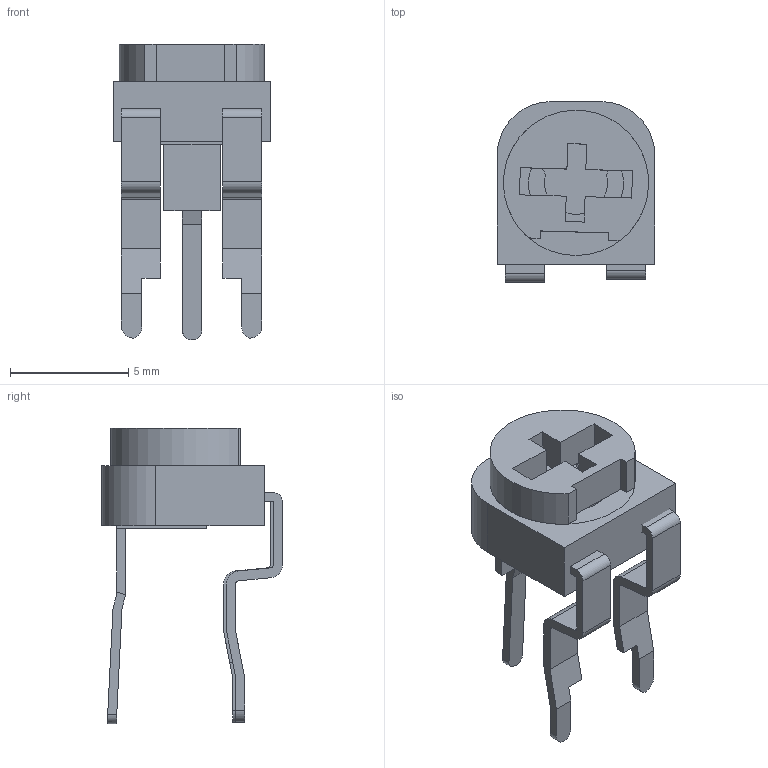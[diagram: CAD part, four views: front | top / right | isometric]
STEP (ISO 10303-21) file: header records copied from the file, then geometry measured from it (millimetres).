
FILE_DESCRIPTION(/* description */ (''),/* implementation_level */ '2;1');
FILE_NAME(/* name */ 'ChinaCrossTrimpot.step',/* time_stamp */ '2017-06-16T00:10:13+02:00',/* author */ (''),/* organization */ (''),/* preprocessor_version */ 'ST-DEVELOPER v16.13',/* originating_system */ 'Autodesk Translation Framework v6.1.1.50',/* authorisation */ '');
FILE_SCHEMA (('AUTOMOTIVE_DESIGN { 1 0 10303 214 3 1 1 }'));
Length unit declared in the file: millimetre
Products named in the file (6): Trim Pot Assembly v5; trim pot_ body; wiper; pin_1; pin_1_2; pin_2
Assembly tree (5 placements, depth 2):
  Trim Pot Assembly v5
    trim pot_ body
    wiper
    pin_1
    pin_1_2
    pin_2
Bounding box: 6.68 x 7.65 x 12.5 mm (x, y, z)
Volume: 153.7 mm3; surface area: 414.7 mm2
Topology: 5 solids, 5 shells, 110 faces, 289 edges, 192 vertices
Faces by surface type: plane 85, cylinder 25
Full cylindrical faces by diameter (mm): 6.147 x1
Entity records: 3513 total; most frequent: CARTESIAN_POINT 601, DIRECTION 580, ORIENTED_EDGE 576, EDGE_CURVE 288, LINE 238, VECTOR 238, VERTEX_POINT 192, AXIS2_PLACEMENT_3D 171
